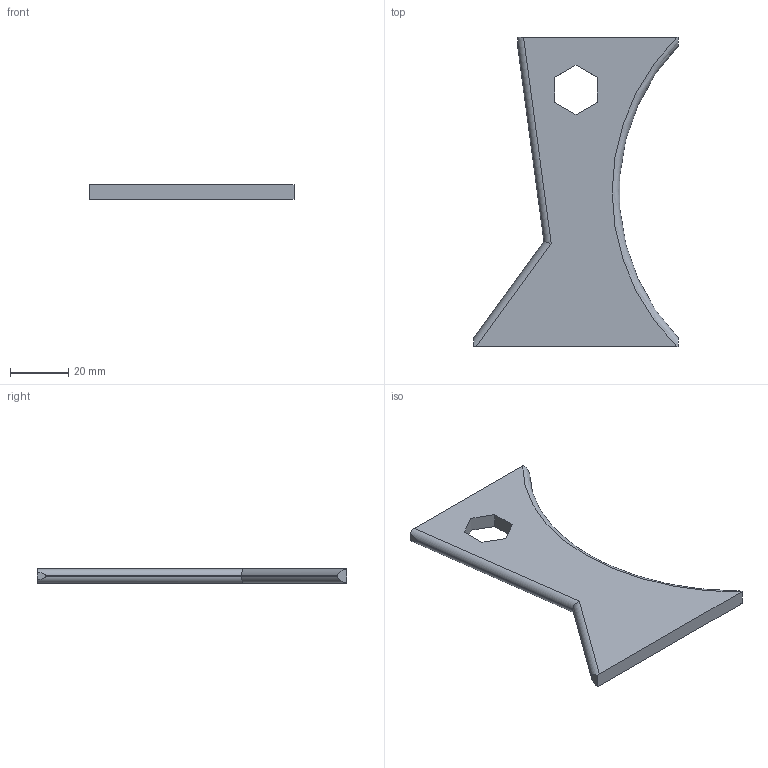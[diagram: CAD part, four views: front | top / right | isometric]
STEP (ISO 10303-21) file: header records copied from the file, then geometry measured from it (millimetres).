
FILE_DESCRIPTION(('FreeCAD Model'),'2;1');
FILE_NAME('Open CASCADE Shape Model','2025-01-16T22:28:17',(''),(''), 'Open CASCADE STEP processor 7.8','FreeCAD','Unknown');
FILE_SCHEMA(('AUTOMOTIVE_DESIGN { 1 0 10303 214 1 1 1 1 }'));
Length unit declared in the file: millimetre
Products named in the file (1): Sabrinas Super Clay Tool
Bounding box: 70 x 106 x 5 mm (x, y, z)
Volume: 19924.2 mm3; surface area: 9761.9 mm2
Topology: 1 solids, 1 shells, 23 faces, 61 edges, 40 vertices
Faces by surface type: plane 16, cylinder 5, torus 2
Entity records: 897 total; most frequent: CARTESIAN_POINT 297, ORIENTED_EDGE 122, DIRECTION 115, EDGE_CURVE 61, VERTEX_POINT 40, LINE 39, VECTOR 39, AXIS2_PLACEMENT_3D 38
